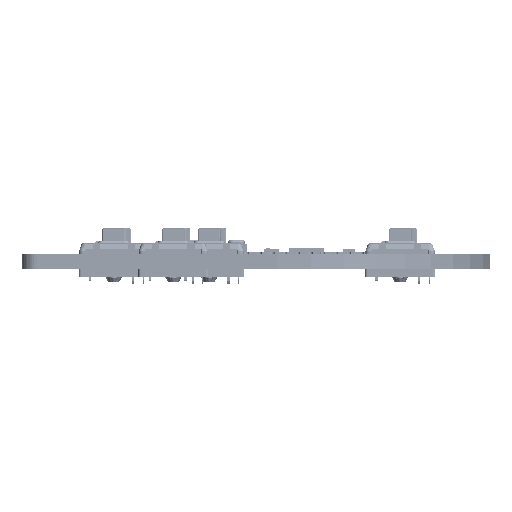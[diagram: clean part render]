
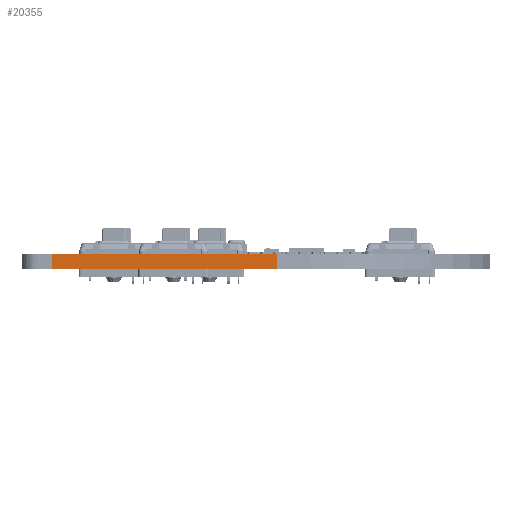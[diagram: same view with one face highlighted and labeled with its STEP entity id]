
A CAD part, left-side view. The second image highlights one B-rep face of the part: STEP entity #20355.
In plain terms, the highlighted planar face has unit normal (-1, 0, 0).
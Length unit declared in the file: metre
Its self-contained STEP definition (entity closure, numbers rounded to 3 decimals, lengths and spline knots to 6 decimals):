
#7500=ORIENTED_EDGE('',*,*,#10219,.F.);
#7501=ORIENTED_EDGE('',*,*,#10218,.F.);
#7502=ORIENTED_EDGE('',*,*,#10220,.T.);
#7503=ORIENTED_EDGE('',*,*,#10221,.T.);
#10218=EDGE_CURVE('',#12067,#12066,#13813,.T.);
#10219=EDGE_CURVE('',#12066,#12068,#13814,.T.);
#10220=EDGE_CURVE('',#12067,#12069,#13815,.T.);
#10221=EDGE_CURVE('',#12069,#12068,#13816,.T.);
#12066=VERTEX_POINT('',#35937);
#12067=VERTEX_POINT('',#35939);
#12068=VERTEX_POINT('',#35943);
#12069=VERTEX_POINT('',#35945);
#13813=LINE('',#35940,#15582);
#13814=LINE('',#35942,#15583);
#13815=LINE('',#35944,#15584);
#13816=LINE('',#35946,#15585);
#15582=VECTOR('',#29246,1.);
#15583=VECTOR('',#29249,1.);
#15584=VECTOR('',#29250,1.);
#15585=VECTOR('',#29251,1.);
#17196=EDGE_LOOP('',(#7500,#7501,#7502,#7503));
#18764=FACE_BOUND('',#17196,.T.);
#19349=PLANE('',#23751);
#20355=ADVANCED_FACE('',(#18764),#19349,.T.);
#23751=AXIS2_PLACEMENT_3D('',#35941,#29247,#29248);
#29246=DIRECTION('',(0.,0.,-1.));
#29247=DIRECTION('',(-1.,0.,0.));
#29248=DIRECTION('',(0.,0.,1.));
#29249=DIRECTION('',(0.,1.,0.));
#29250=DIRECTION('',(0.,1.,0.));
#29251=DIRECTION('',(0.,0.,-1.));
#35937=CARTESIAN_POINT('',(0.03755,-0.101613,-0.001));
#35939=CARTESIAN_POINT('',(0.03755,-0.101613,0.002));
#35940=CARTESIAN_POINT('',(0.03755,-0.101613,0.002));
#35941=CARTESIAN_POINT('',(0.03755,-0.079181,0.002));
#35942=CARTESIAN_POINT('',(0.03755,-0.079181,-0.001));
#35943=CARTESIAN_POINT('',(0.03755,-0.05675,-0.001));
#35944=CARTESIAN_POINT('',(0.03755,-0.079181,0.002));
#35945=CARTESIAN_POINT('',(0.03755,-0.05675,0.002));
#35946=CARTESIAN_POINT('',(0.03755,-0.05675,0.002));
